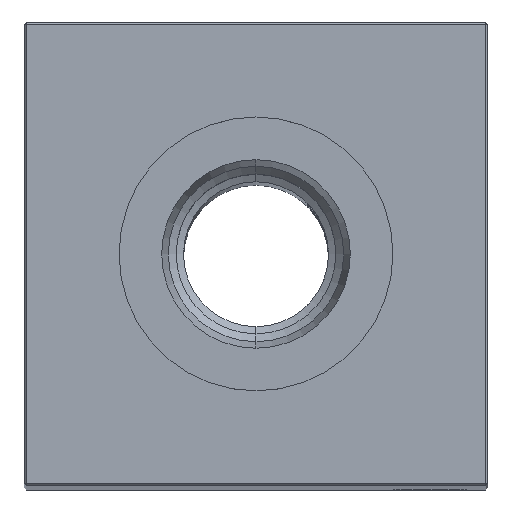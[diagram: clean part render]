
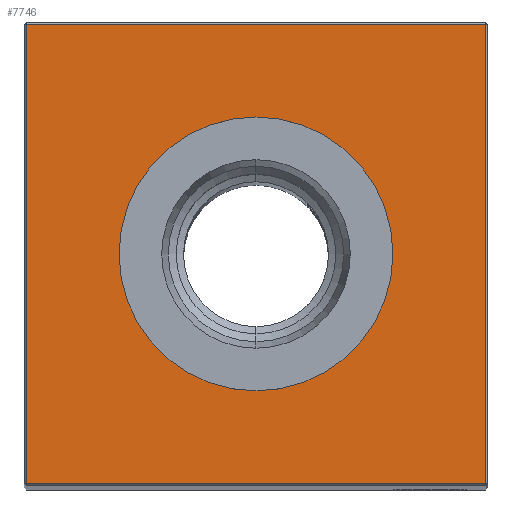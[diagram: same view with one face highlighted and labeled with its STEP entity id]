
A CAD part, top view. The second image highlights one B-rep face of the part: STEP entity #7746.
In plain terms, the highlighted planar face has unit normal (0, 0, 1).
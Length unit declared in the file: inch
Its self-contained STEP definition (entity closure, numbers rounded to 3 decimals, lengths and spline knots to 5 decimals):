
#33 = EDGE_CURVE ( 'NONE', #16083, #12023, #7910, .T. ) ;
#568 = AXIS2_PLACEMENT_3D ( 'NONE', #24318, #24057, #11766 ) ;
#767 = ORIENTED_EDGE ( 'NONE', *, *, #13660, .T. ) ;
#860 = EDGE_CURVE ( 'NONE', #1255, #16083, #7387, .T. ) ;
#988 = FACE_BOUND ( 'NONE', #9291, .T. ) ;
#1241 = VECTOR ( 'NONE', #23955, 39.37008 ) ;
#1255 = VERTEX_POINT ( 'NONE', #22964 ) ;
#1663 = CARTESIAN_POINT ( 'NONE',  ( -0.99, -0.99, 10.25 ) ) ;
#2373 = ORIENTED_EDGE ( 'NONE', *, *, #33, .T. ) ;
#2703 = EDGE_CURVE ( 'NONE', #20805, #8092, #23621, .T. ) ;
#3112 = DIRECTION ( 'NONE',  ( 0., 0., -1. ) ) ;
#3265 = CARTESIAN_POINT ( 'NONE',  ( 0., 0.59055, 10.25 ) ) ;
#3361 = LINE ( 'NONE', #5508, #1241 ) ;
#3504 = CARTESIAN_POINT ( 'NONE',  ( 0., 0.99, 10.25 ) ) ;
#4187 = CARTESIAN_POINT ( 'NONE',  ( 0.99, 0.99, 10.25 ) ) ;
#4224 = ORIENTED_EDGE ( 'NONE', *, *, #13980, .T. ) ;
#4422 = VECTOR ( 'NONE', #15803, 39.37008 ) ;
#5508 = CARTESIAN_POINT ( 'NONE',  ( -0.99, 0., 10.25 ) ) ;
#6005 = DIRECTION ( 'NONE',  ( 1., 0., 0. ) ) ;
#6134 = LINE ( 'NONE', #14155, #11472 ) ;
#6810 = DIRECTION ( 'NONE',  ( 0., 0., -1. ) ) ;
#7133 = CARTESIAN_POINT ( 'NONE',  ( 0., 0., 10.25 ) ) ;
#7387 = LINE ( 'NONE', #21025, #12917 ) ;
#7746 = ADVANCED_FACE ( 'NONE', ( #11142, #988 ), #25435, .F. ) ;
#7910 = LINE ( 'NONE', #3504, #4422 ) ;
#8023 = EDGE_LOOP ( 'NONE', ( #767, #4224, #11870, #2373 ) ) ;
#8092 = VERTEX_POINT ( 'NONE', #21394 ) ;
#9291 = EDGE_LOOP ( 'NONE', ( #16316, #17745 ) ) ;
#11142 = FACE_OUTER_BOUND ( 'NONE', #8023, .T. ) ;
#11472 = VECTOR ( 'NONE', #6005, 39.37008 ) ;
#11766 = DIRECTION ( 'NONE',  ( -1., 0., 0. ) ) ;
#11870 = ORIENTED_EDGE ( 'NONE', *, *, #860, .T. ) ;
#11983 = VERTEX_POINT ( 'NONE', #1663 ) ;
#12023 = VERTEX_POINT ( 'NONE', #25847 ) ;
#12917 = VECTOR ( 'NONE', #25433, 39.37008 ) ;
#13125 = EDGE_CURVE ( 'NONE', #8092, #20805, #25130, .T. ) ;
#13660 = EDGE_CURVE ( 'NONE', #12023, #11983, #3361, .T. ) ;
#13980 = EDGE_CURVE ( 'NONE', #11983, #1255, #6134, .T. ) ;
#14155 = CARTESIAN_POINT ( 'NONE',  ( 0., -0.99, 10.25 ) ) ;
#15099 = DIRECTION ( 'NONE',  ( -1., 0., 0. ) ) ;
#15803 = DIRECTION ( 'NONE',  ( -1., 0., 0. ) ) ;
#16083 = VERTEX_POINT ( 'NONE', #4187 ) ;
#16316 = ORIENTED_EDGE ( 'NONE', *, *, #2703, .T. ) ;
#17745 = ORIENTED_EDGE ( 'NONE', *, *, #13125, .T. ) ;
#19429 = DIRECTION ( 'NONE',  ( -1., 0., 0. ) ) ;
#20570 = AXIS2_PLACEMENT_3D ( 'NONE', #7133, #3112, #19429 ) ;
#20805 = VERTEX_POINT ( 'NONE', #3265 ) ;
#20973 = CARTESIAN_POINT ( 'NONE',  ( 0., 0., 10.25 ) ) ;
#21025 = CARTESIAN_POINT ( 'NONE',  ( 0.99, 0., 10.25 ) ) ;
#21394 = CARTESIAN_POINT ( 'NONE',  ( 0., -0.59055, 10.25 ) ) ;
#22964 = CARTESIAN_POINT ( 'NONE',  ( 0.99, -0.99, 10.25 ) ) ;
#23621 = CIRCLE ( 'NONE', #568, 0.59055 ) ;
#23955 = DIRECTION ( 'NONE',  ( 0., -1., 0. ) ) ;
#24057 = DIRECTION ( 'NONE',  ( 0., 0., -1. ) ) ;
#24318 = CARTESIAN_POINT ( 'NONE',  ( 0., 0., 10.25 ) ) ;
#24717 = AXIS2_PLACEMENT_3D ( 'NONE', #20973, #6810, #15099 ) ;
#25130 = CIRCLE ( 'NONE', #24717, 0.59055 ) ;
#25433 = DIRECTION ( 'NONE',  ( 0., 1., 0. ) ) ;
#25435 = PLANE ( 'NONE',  #20570 ) ;
#25847 = CARTESIAN_POINT ( 'NONE',  ( -0.99, 0.99, 10.25 ) ) ;
